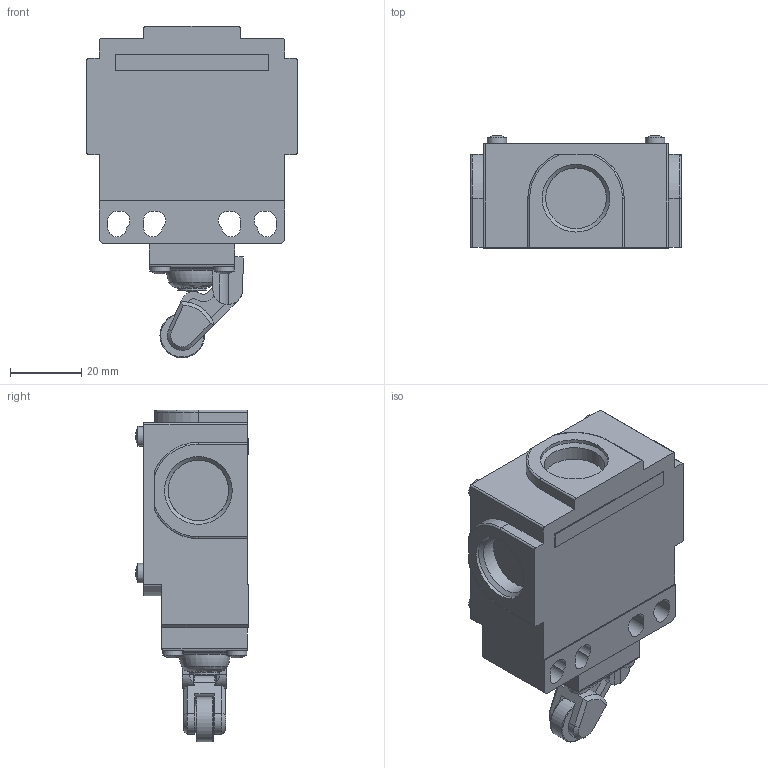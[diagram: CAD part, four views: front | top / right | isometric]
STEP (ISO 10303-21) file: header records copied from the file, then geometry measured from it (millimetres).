
FILE_DESCRIPTION (( 'STEP AP214' ), '1' );
FILE_NAME ('ADM2T35Z11.STEP', '2023-04-28T10:11:34', ( '' ), ( '' ), 'SwSTEP 2.0', 'SolidWorks 2021', '' );
FILE_SCHEMA (( 'AUTOMOTIVE_DESIGN' ));
Length unit declared in the file: inch
Products named in the file (1): ADM2T35Z11
Bounding box: 59 x 31.6 x 92.98 mm (x, y, z)
Volume: 90786.1 mm3; surface area: 19269.1 mm2
Topology: 1 solids, 6 shells, 244 faces, 622 edges, 409 vertices
Faces by surface type: plane 127, cylinder 90, bspline 19, cone 7, torus 1
Full cylindrical faces by diameter (mm): 5.5 x4, 5.6 x4, 6.5 x1, 7 x1, 7.8 x2, 8 x1, 8.1 x1, 12.5 x1, 14.3 x1, 14.5 x1, 17 x3, 19 x3
Entity records: 7720 total; most frequent: CARTESIAN_POINT 1947, DIRECTION 1188, ORIENTED_EDGE 1152, EDGE_CURVE 576, AXIS2_PLACEMENT_3D 422, VERTEX_POINT 395, VECTOR 344, LINE 344
